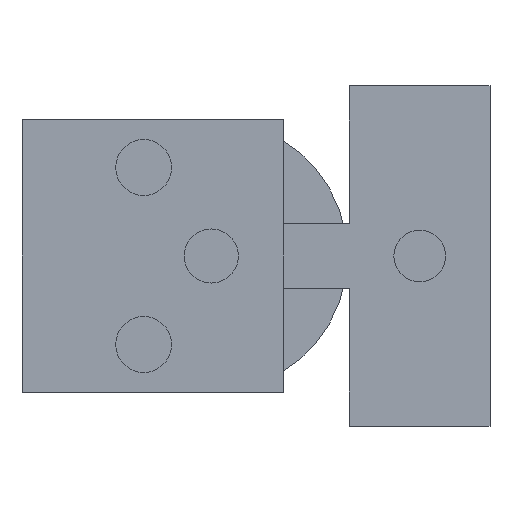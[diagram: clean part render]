
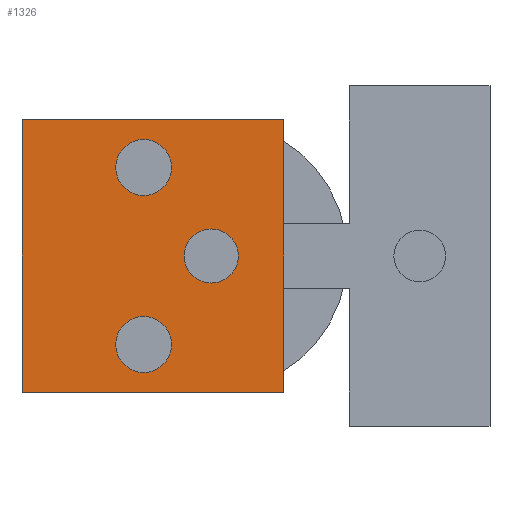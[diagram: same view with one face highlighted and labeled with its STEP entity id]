
A CAD part, front view. The second image highlights one B-rep face of the part: STEP entity #1326.
In plain terms, the highlighted planar face has unit normal (0, -1, 0).
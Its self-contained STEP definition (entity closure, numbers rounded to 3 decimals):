
#27=FACE_BOUND('',#208,.T.);
#28=FACE_BOUND('',#209,.T.);
#29=FACE_BOUND('',#210,.T.);
#81=PLANE('',#1480);
#132=FACE_OUTER_BOUND('',#207,.T.);
#207=EDGE_LOOP('',(#1009,#1010,#1011,#1012));
#208=EDGE_LOOP('',(#1013));
#209=EDGE_LOOP('',(#1014));
#210=EDGE_LOOP('',(#1015));
#287=LINE('',#2015,#415);
#310=LINE('',#2068,#438);
#328=LINE('',#2105,#456);
#332=LINE('',#2112,#460);
#415=VECTOR('',#1628,10.);
#438=VECTOR('',#1661,10.);
#456=VECTOR('',#1697,10.);
#460=VECTOR('',#1703,10.);
#555=CIRCLE('',#1481,1.55);
#556=CIRCLE('',#1482,1.55);
#557=CIRCLE('',#1483,1.5);
#609=VERTEX_POINT('',#2011);
#611=VERTEX_POINT('',#2014);
#636=VERTEX_POINT('',#2066);
#646=VERTEX_POINT('',#2104);
#649=VERTEX_POINT('',#2113);
#650=VERTEX_POINT('',#2115);
#651=VERTEX_POINT('',#2117);
#741=EDGE_CURVE('',#611,#609,#287,.T.);
#768=EDGE_CURVE('',#609,#636,#310,.T.);
#786=EDGE_CURVE('',#611,#646,#328,.T.);
#790=EDGE_CURVE('',#636,#646,#332,.T.);
#791=EDGE_CURVE('',#649,#649,#555,.T.);
#792=EDGE_CURVE('',#650,#650,#556,.T.);
#793=EDGE_CURVE('',#651,#651,#557,.T.);
#1009=ORIENTED_EDGE('',*,*,#741,.T.);
#1010=ORIENTED_EDGE('',*,*,#768,.T.);
#1011=ORIENTED_EDGE('',*,*,#790,.T.);
#1012=ORIENTED_EDGE('',*,*,#786,.F.);
#1013=ORIENTED_EDGE('',*,*,#791,.T.);
#1014=ORIENTED_EDGE('',*,*,#792,.T.);
#1015=ORIENTED_EDGE('',*,*,#793,.T.);
#1326=ADVANCED_FACE('',(#132,#27,#28,#29),#81,.T.);
#1480=AXIS2_PLACEMENT_3D('',#2111,#1701,#1702);
#1481=AXIS2_PLACEMENT_3D('',#2114,#1704,#1705);
#1482=AXIS2_PLACEMENT_3D('',#2116,#1706,#1707);
#1483=AXIS2_PLACEMENT_3D('',#2118,#1708,#1709);
#1628=DIRECTION('',(0.,0.,-1.));
#1661=DIRECTION('',(1.,0.,0.));
#1697=DIRECTION('',(1.,0.,0.));
#1701=DIRECTION('center_axis',(0.,-1.,0.));
#1702=DIRECTION('ref_axis',(0.,0.,-1.));
#1703=DIRECTION('',(0.,0.,1.));
#1704=DIRECTION('center_axis',(0.,1.,0.));
#1705=DIRECTION('ref_axis',(-1.,0.,0.));
#1706=DIRECTION('center_axis',(0.,1.,0.));
#1707=DIRECTION('ref_axis',(-1.,0.,0.));
#1708=DIRECTION('center_axis',(0.,1.,0.));
#1709=DIRECTION('ref_axis',(-1.,0.,0.));
#2011=CARTESIAN_POINT('',(0.,-92.9,0.));
#2014=CARTESIAN_POINT('',(0.,-92.9,15.1));
#2015=CARTESIAN_POINT('',(0.,-92.9,15.1));
#2066=CARTESIAN_POINT('',(14.51,-92.9,0.));
#2068=CARTESIAN_POINT('',(0.,-92.9,0.));
#2104=CARTESIAN_POINT('',(14.51,-92.9,15.1));
#2105=CARTESIAN_POINT('',(0.,-92.9,15.1));
#2111=CARTESIAN_POINT('Origin',(0.,-92.9,15.1));
#2112=CARTESIAN_POINT('',(14.51,-92.9,0.));
#2113=CARTESIAN_POINT('',(8.3,-92.9,2.64));
#2114=CARTESIAN_POINT('Origin',(6.75,-92.9,2.64));
#2115=CARTESIAN_POINT('',(8.3,-92.9,12.46));
#2116=CARTESIAN_POINT('Origin',(6.75,-92.9,12.46));
#2117=CARTESIAN_POINT('',(12.,-92.9,7.55));
#2118=CARTESIAN_POINT('Origin',(10.5,-92.9,7.55));
